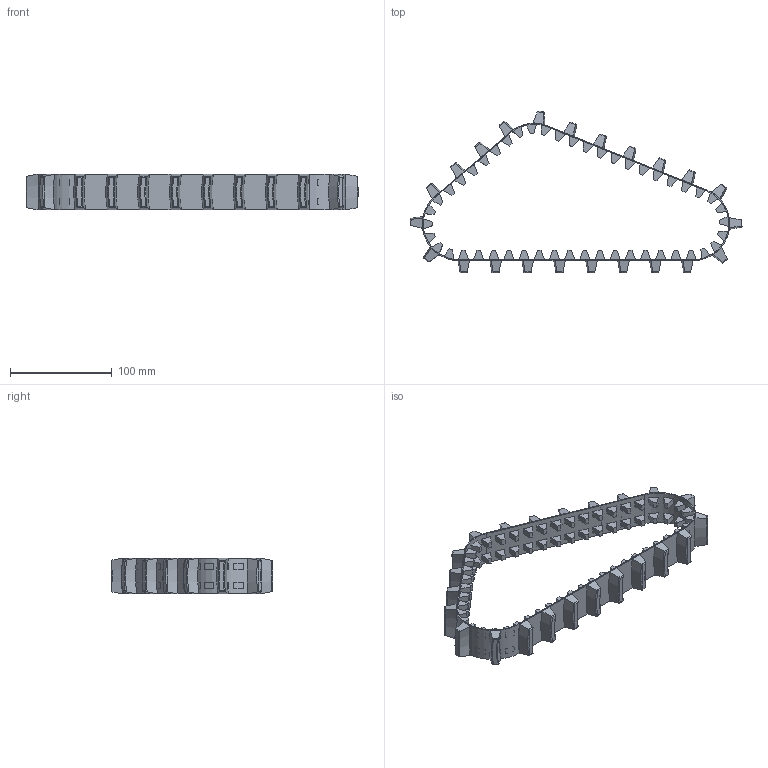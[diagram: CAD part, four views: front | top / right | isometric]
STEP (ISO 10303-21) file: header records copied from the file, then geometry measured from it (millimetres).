
FILE_DESCRIPTION (( 'STEP AP203' ), '1' );
FILE_NAME ('Track.STEP', '2021-05-31T08:52:00', ( '' ), ( '' ), 'SwSTEP 2.0', 'SolidWorks 2020', '' );
FILE_SCHEMA (( 'CONFIG_CONTROL_DESIGN' ));
Length unit declared in the file: millimetre
Products named in the file (1): Track
Bounding box: 326.3 x 158.89 x 35 mm (x, y, z)
Volume: 131806.5 mm3; surface area: 116781.1 mm2
Topology: 120 solids, 120 shells, 822 faces, 1654 edges, 1072 vertices
Faces by surface type: plane 676, cylinder 54, cone 46, torus 46
Entity records: 21515 total; most frequent: CARTESIAN_POINT 4653, ORIENTED_EDGE 3308, DIRECTION 3270, EDGE_CURVE 1654, VECTOR 1316, LINE 1316, VERTEX_POINT 1072, AXIS2_PLACEMENT_3D 977
